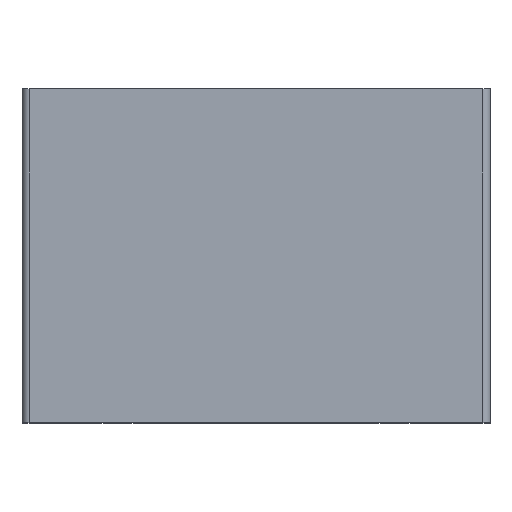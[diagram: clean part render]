
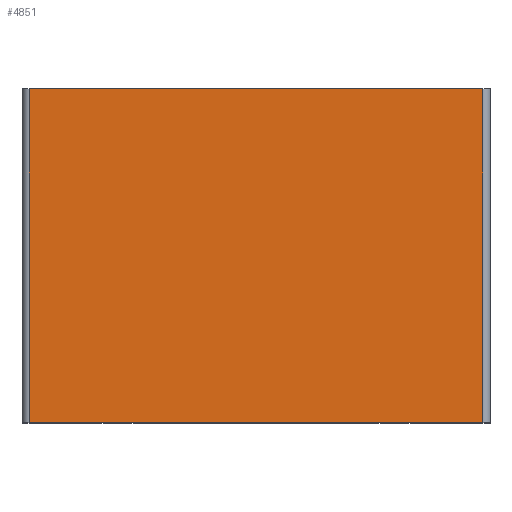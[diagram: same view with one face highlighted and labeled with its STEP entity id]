
A CAD part, top view. The second image highlights one B-rep face of the part: STEP entity #4851.
In plain terms, the highlighted planar face has unit normal (0, 0, 1).
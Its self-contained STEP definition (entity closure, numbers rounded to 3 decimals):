
#268=LINE('',#6583,#785);
#308=LINE('',#6854,#825);
#444=LINE('',#8047,#961);
#445=LINE('',#8048,#962);
#785=VECTOR('',#5485,1.);
#825=VECTOR('',#5549,1.);
#961=VECTOR('',#5787,1.);
#962=VECTOR('',#5788,1.);
#1344=PLANE('',#5210);
#1520=FACE_OUTER_BOUND('',#1805,.T.);
#1805=EDGE_LOOP('',(#3696,#3697,#3698,#3699));
#2163=VERTEX_POINT('',#6580);
#2164=VERTEX_POINT('',#6582);
#2224=VERTEX_POINT('',#6851);
#2225=VERTEX_POINT('',#6853);
#2651=EDGE_CURVE('',#2164,#2163,#268,.T.);
#2712=EDGE_CURVE('',#2224,#2225,#308,.T.);
#2932=EDGE_CURVE('',#2163,#2225,#444,.T.);
#2933=EDGE_CURVE('',#2224,#2164,#445,.T.);
#3696=ORIENTED_EDGE('',*,*,#2651,.T.);
#3697=ORIENTED_EDGE('',*,*,#2932,.T.);
#3698=ORIENTED_EDGE('',*,*,#2712,.F.);
#3699=ORIENTED_EDGE('',*,*,#2933,.T.);
#4851=ADVANCED_FACE('',(#1520),#1344,.F.);
#5210=AXIS2_PLACEMENT_3D('',#8046,#5785,#5786);
#5485=DIRECTION('',(1.,0.,0.));
#5549=DIRECTION('',(1.,0.,0.));
#5785=DIRECTION('center_axis',(0.,0.,
-1.));
#5786=DIRECTION('ref_axis',(0.,1.,0.));
#5787=DIRECTION('',(0.,1.,0.));
#5788=DIRECTION('',(0.,-1.,0.));
#6580=CARTESIAN_POINT('',(3.2,-2.35,4.157));
#6582=CARTESIAN_POINT('',(-3.2,-2.35,4.157));
#6583=CARTESIAN_POINT('',(-3.3,-2.35,4.157));
#6851=CARTESIAN_POINT('',(-3.2,2.35,4.157));
#6853=CARTESIAN_POINT('',(3.2,2.35,4.157));
#6854=CARTESIAN_POINT('',(-3.3,2.35,4.157));
#8046=CARTESIAN_POINT('Origin',(-3.3,2.35,4.157));
#8047=CARTESIAN_POINT('',(3.2,2.35,4.157));
#8048=CARTESIAN_POINT('',(-3.2,2.35,4.157));
